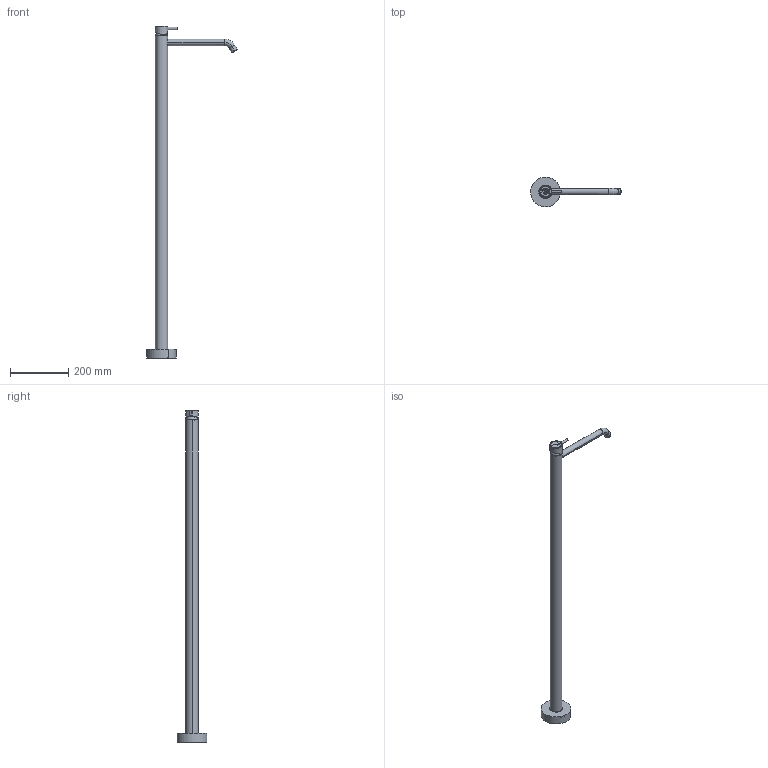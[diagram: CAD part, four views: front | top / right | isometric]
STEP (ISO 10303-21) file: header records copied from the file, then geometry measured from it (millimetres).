
FILE_DESCRIPTION(('CATIA V5 STEP Exchange','CAx-IF Rec.Pracs.--- Model Styling and Organization---1.5--- 2016-08-15','CAx-IF Rec.Pracs.---Supplemental Geometry---1.0---2011-11-01','CAx-IF Rec.Pracs.--- Composite Materials ---3.4---2017-06-13','CAx-IF Rec.Pracs.---Tessellated 3D Geometry---1.0---2015-12-17'),'2;1');
FILE_NAME('LN014510.stp','2023-01-31T08:54:25+00:00',('none'),('none'),'CATIA Version 5-6 Release 2020 SP2','CATIA V5 STEP AP242 v2','none');
FILE_SCHEMA(('AP242_MANAGED_MODEL_BASED_3D_ENGINEERING_MIM_LF {1 0 10303 442 1 1 4}'));
Length unit declared in the file: millimetre
Products named in the file (1): PR0440.201_AllCATPart
Bounding box: 310.51 x 101.97 x 1137.2 mm (x, y, z)
Volume: 1638935 mm3; surface area: 225403.4 mm2
Topology: 2 solids, 3 shells, 251 faces, 611 edges, 375 vertices
Faces by surface type: cylinder 76, plane 47, cone 46, torus 37, bspline 37, sphere 8
Entity records: 10611 total; most frequent: CARTESIAN_POINT 5493, ORIENTED_EDGE 1210, DIRECTION 731, EDGE_CURVE 605, AXIS2_PLACEMENT_3D 415, VERTEX_POINT 375, EDGE_LOOP 270, CIRCLE 265
